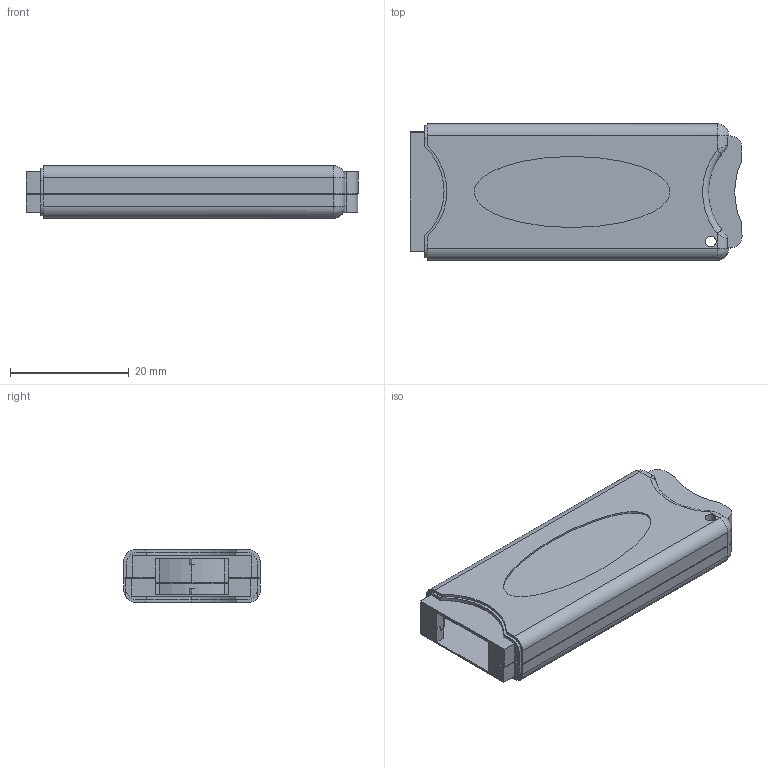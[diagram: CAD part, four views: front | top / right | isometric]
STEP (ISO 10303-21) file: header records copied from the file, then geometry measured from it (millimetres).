
FILE_DESCRIPTION (( 'STEP AP214' ), '1' );
FILE_NAME ('User Library-g1901.STEP', '2020-11-21T14:34:12', ( '' ), ( '' ), 'SwSTEP 2.0', 'SolidWorks 2020', '' );
FILE_SCHEMA (( 'AUTOMOTIVE_DESIGN' ));
Length unit declared in the file: millimetre
Products named in the file (3): User Library-g1901; 1_Default; 2_Default
Assembly tree (2 placements, depth 2):
  User Library-g1901
    2_Default
    1_Default
Bounding box: 56 x 23 x 8.88 mm (x, y, z)
Volume: 4060.6 mm3; surface area: 7297.9 mm2
Topology: 2 solids, 2 shells, 232 faces, 652 edges, 426 vertices
Faces by surface type: plane 153, cylinder 67, bspline 12
Entity records: 7775 total; most frequent: CARTESIAN_POINT 1651, ORIENTED_EDGE 1296, DIRECTION 1220, EDGE_CURVE 648, VECTOR 492, LINE 492, VERTEX_POINT 426, AXIS2_PLACEMENT_3D 364
